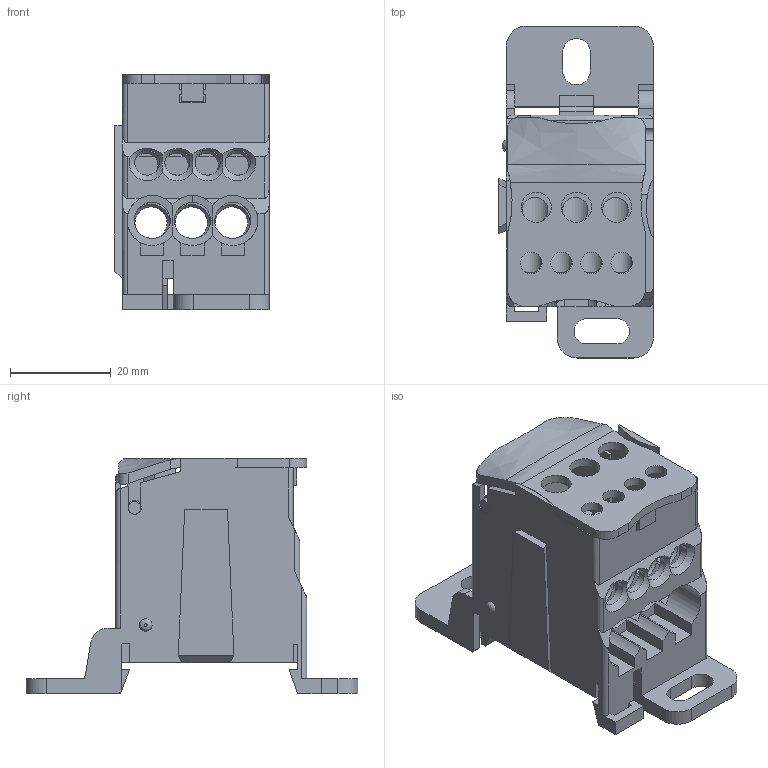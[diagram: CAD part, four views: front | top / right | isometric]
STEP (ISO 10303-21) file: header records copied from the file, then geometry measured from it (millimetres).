
FILE_DESCRIPTION(/* description */ (''),/* implementation_level */ '2;1');
FILE_NAME(/* name */ '3d_ACB1P085A07.stp',/* time_stamp */ '2023-10-31T17:18:18+01:00',/* author */ ('FUMAGALLI'),/* organization */ (''),/* preprocessor_version */ 'ST-DEVELOPER v16.1',/* originating_system */ 'Autodesk Inventor 2016',/* authorisation */ '');
FILE_SCHEMA (('AUTOMOTIVE_DESIGN { 1 0 10303 214 3 1 1 }'));
Length unit declared in the file: millimetre
Products named in the file (1): 3d_ACB1P085A07
Bounding box: 30.7 x 66 x 46.9 mm (x, y, z)
Volume: 21184.6 mm3; surface area: 22250.4 mm2
Topology: 3 solids, 3 shells, 358 faces, 1103 edges, 731 vertices
Faces by surface type: plane 228, cylinder 104, cone 19, bspline 6, torus 1
Full cylindrical faces by diameter (mm): 2.5 x2, 3 x2, 4.3 x4, 4.8 x8, 5 x4, 5.1 x3, 6 x3, 6.4 x3, 7.2 x6
Entity records: 12683 total; most frequent: CARTESIAN_POINT 2700, ORIENTED_EDGE 2028, DIRECTION 1969, EDGE_CURVE 1014, VERTEX_POINT 696, LINE 669, VECTOR 669, AXIS2_PLACEMENT_3D 650
